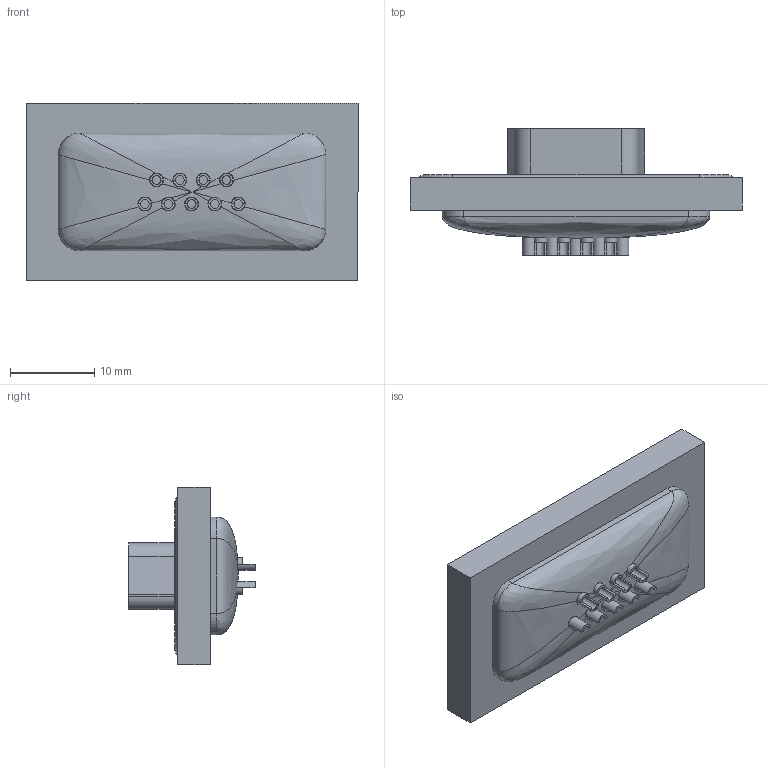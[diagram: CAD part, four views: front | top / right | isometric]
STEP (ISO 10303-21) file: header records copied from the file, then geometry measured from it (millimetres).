
FILE_DESCRIPTION (( 'STEP AP214' ), '1' );
FILE_NAME ('WPSD9S.STEP', '2007-12-04T13:51:34', ( ' ' ), ( ' ' ), 'SwSTEP 2.0', 'SolidWorks 2007', '' );
FILE_SCHEMA (( 'AUTOMOTIVE_DESIGN' ));
Length unit declared in the file: inch
Products named in the file (5): WPSD9-ma2; SD9S_With Clinch Nuts; WPSD9-ma1; WPSD9; WPSD9S
Assembly tree (4 placements, depth 2):
  WPSD9S
    WPSD9
    WPSD9-ma2
    SD9S_With Clinch Nuts
    WPSD9-ma1
Bounding box: 39.4 x 15.01 x 21.1 mm (x, y, z)
Volume: 4051 mm3; surface area: 5442.9 mm2
Topology: 4 solids, 4 shells, 431 faces, 1069 edges, 645 vertices
Faces by surface type: cylinder 186, plane 143, cone 40, bspline 38, torus 24
Entity records: 18618 total; most frequent: CARTESIAN_POINT 5392, ORIENTED_EDGE 2106, DIRECTION 2072, EDGE_CURVE 1053, AXIS2_PLACEMENT_3D 779, VERTEX_POINT 645, VECTOR 514, LINE 514
